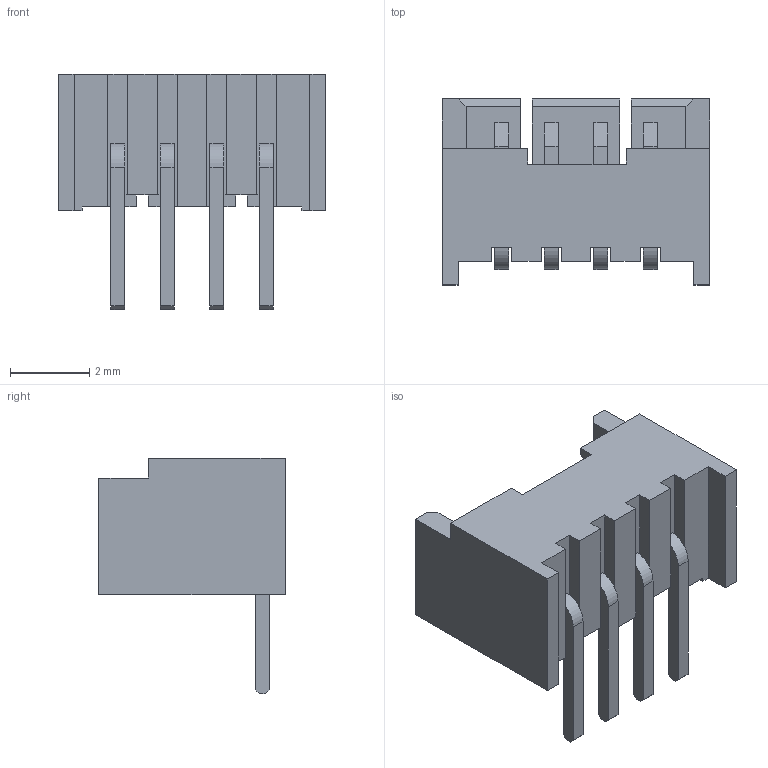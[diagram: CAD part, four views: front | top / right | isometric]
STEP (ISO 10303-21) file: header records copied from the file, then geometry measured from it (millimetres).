
FILE_DESCRIPTION (( 'STEP AP214' ), '1' );
FILE_NAME ('CONN-TH_4P-P1.25_1.25T-4P-WP.step', '2022-07-29T17:04:29', ( '' ), ( '' ), 'SwSTEP 2.0', 'SolidWorks 2020', '' );
FILE_SCHEMA (( 'AUTOMOTIVE_DESIGN' ));
Length unit declared in the file: millimetre
Products named in the file (1): CONN-TH_4P-P1.25_1.25T-4P-WP
Bounding box: 6.75 x 4.7 x 5.95 mm (x, y, z)
Volume: 39.1 mm3; surface area: 231 mm2
Topology: 14 solids, 14 shells, 439 faces, 1182 edges, 786 vertices
Faces by surface type: plane 313, bspline 114, cylinder 12
Entity records: 18448 total; most frequent: CARTESIAN_POINT 4770, ORIENTED_EDGE 2364, DIRECTION 1626, EDGE_CURVE 1182, LINE 926, VECTOR 926, VERTEX_POINT 786, EDGE_LOOP 466
